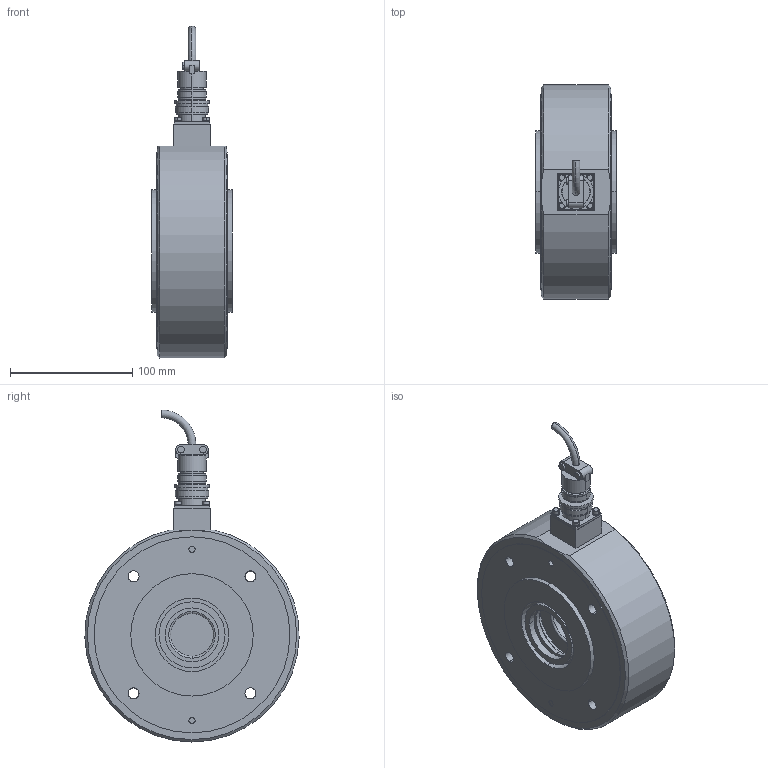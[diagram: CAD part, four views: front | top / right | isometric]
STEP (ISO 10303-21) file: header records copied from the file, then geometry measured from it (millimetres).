
FILE_DESCRIPTION((''),'2;1');
FILE_NAME('50047.stp','2007-01-12T14:42:27',(''),(''),'Mechanical Desktop 2007','Mechanical Desktop 2007',', , ');
FILE_SCHEMA(('CONFIG_CONTROL_DESIGN'));
Length unit declared in the file: millimetre
Products named in the file (26): L50047; L4943004; TEIL1; L48573; TEIL1AA; L49015; ~TEIL1; L49026; TEIL1A; I-6KT_SCHRAUBE_M3X25; I-6KT_SCHRAUBE_M3X25A; I-6KT_SCHRAUBE_M6X50NKA; I-6KT_SCHRAUBE_M6X50NK; FEDERRING_M3A; FEDERRING_M3; SICHERUNGSRING_J80; SICHERUNGSRING_J80A; V_RING_V45A; V_RING_V45AA; L4340401; TEIL1AAA; FLANSCHDOSE_14S-2P_4-POLIGA; FLANSCHDOSE_14S-2P_4-POLIG; PENDELKUGELLAGER_1307TV; PENDELKUGELLAGER_1307TVA; RM_SDB
Assembly tree (34 placements, depth 3):
  L50047
    L4943004
      TEIL1
    L48573
      TEIL1AA
    L49015
      ~TEIL1
    L49026
      TEIL1A
    I-6KT_SCHRAUBE_M3X25  x4
      I-6KT_SCHRAUBE_M3X25A
    I-6KT_SCHRAUBE_M6X50NKA
      I-6KT_SCHRAUBE_M6X50NK
    FEDERRING_M3A  x4
      FEDERRING_M3
    SICHERUNGSRING_J80
      SICHERUNGSRING_J80A
    V_RING_V45A
      V_RING_V45AA
    L4340401  x2
      TEIL1AAA
    FLANSCHDOSE_14S-2P_4-POLIGA
      FLANSCHDOSE_14S-2P_4-POLIG
    PENDELKUGELLAGER_1307TV
      PENDELKUGELLAGER_1307TVA
    RM_SDB  x3
Bounding box: 65.9 x 174.96 x 271.15 mm (x, y, z)
Volume: 1284606.1 mm3; surface area: 264596.9 mm2
Topology: 19 solids, 19 shells, 366 faces, 853 edges, 563 vertices
Faces by surface type: cylinder 221, plane 97, cone 26, torus 20, bspline 2
Entity records: 9460 total; most frequent: DIRECTION 1770, CARTESIAN_POINT 1642, ORIENTED_EDGE 1372, AXIS2_PLACEMENT_3D 760, EDGE_CURVE 686, VERTEX_POINT 454, CIRCLE 432, EDGE_LOOP 412
